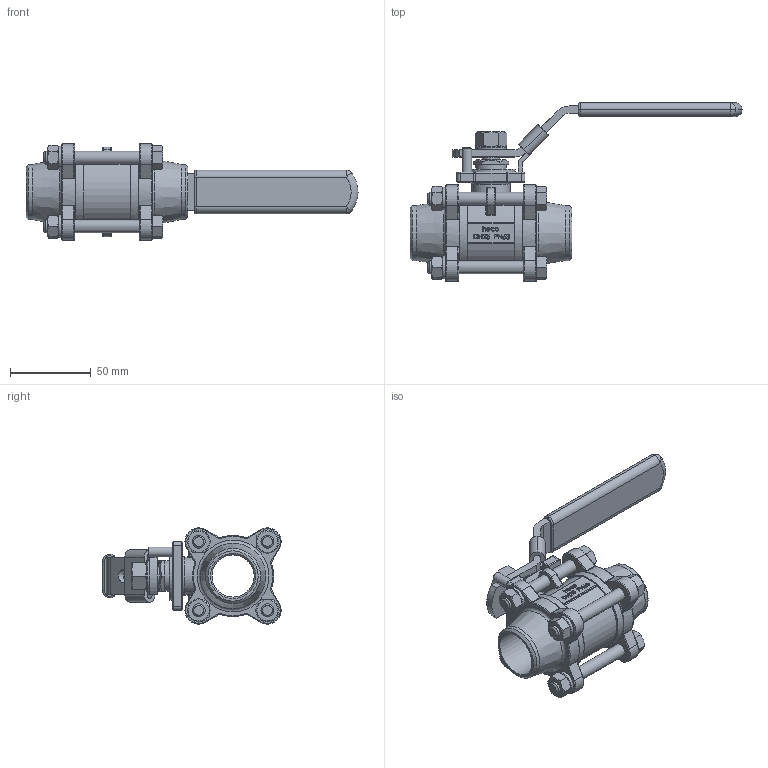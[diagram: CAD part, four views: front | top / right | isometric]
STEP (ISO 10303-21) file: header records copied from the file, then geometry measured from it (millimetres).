
FILE_DESCRIPTION (( 'STEP AP214' ), '1' );
FILE_NAME ('K3-100-000-4 Kugelhahn heco step214.STEP', '2012-11-23T14:47:09', ( 'test' ), ( '' ), 'SwSTEP 2.0', 'SolidWorks 2011', '' );
FILE_SCHEMA (( 'AUTOMOTIVE_DESIGN' ));
Length unit declared in the file: millimetre
Products named in the file (1): K3-100-000-4 Kugelhahn heco step214
Bounding box: 205 x 110.16 x 59.43 mm (x, y, z)
Volume: 178647.2 mm3; surface area: 58734.9 mm2
Topology: 1 solids, 1 shells, 1029 faces, 2497 edges, 1536 vertices
Faces by surface type: plane 371, bspline 260, cylinder 188, cone 101, torus 97, sphere 12
Full cylindrical faces by diameter (mm): 4.2 x4, 6 x1, 8 x9, 8.3 x10, 11 x1, 14 x4, 19 x1, 19.05 x1, 23.5 x1, 26 x1, 28 x2, 30 x1, 34 x2, 49 x2
Entity records: 59090 total; most frequent: CARTESIAN_POINT 26218, ORIENTED_EDGE 4796, DIRECTION 3714, EDGE_CURVE 2398, VERTEX_POINT 1515, AXIS2_PLACEMENT_3D 1430, EDGE_LOOP 1199, FACE_OUTER_BOUND 1078
